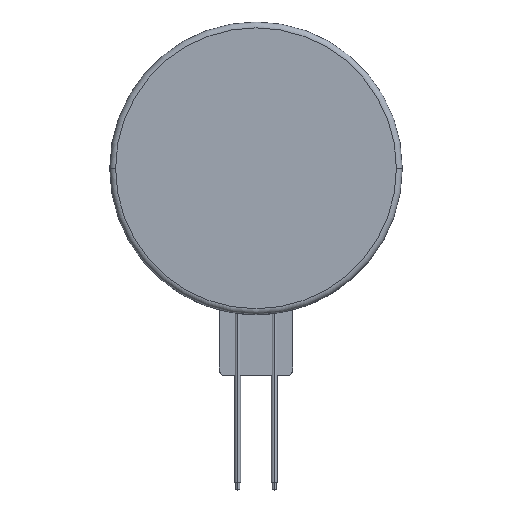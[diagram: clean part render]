
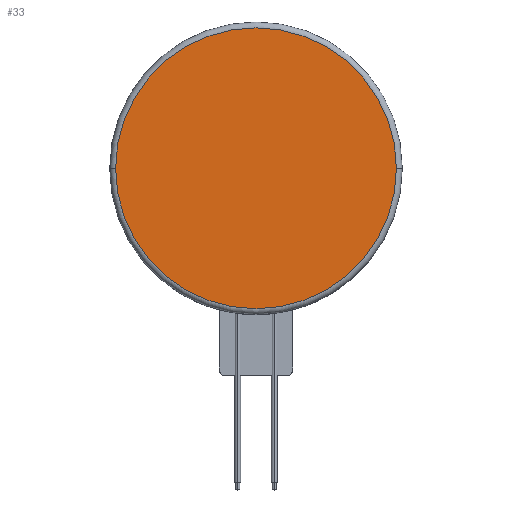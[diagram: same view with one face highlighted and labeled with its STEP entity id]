
A CAD part, top view. The second image highlights one B-rep face of the part: STEP entity #33.
In plain terms, the highlighted planar face has unit normal (0, 0, 1).
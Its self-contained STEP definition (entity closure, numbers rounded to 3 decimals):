
#18 = CARTESIAN_POINT ( 'NONE',  ( 0., 0., 2.7 ) ) ;
#24 = EDGE_CURVE ( 'NONE', #978, #424, #506, .T. ) ;
#33 = ADVANCED_FACE ( 'NONE', ( #728 ), #1020, .T. ) ;
#46 = AXIS2_PLACEMENT_3D ( 'NONE', #18, #562, #92 ) ;
#92 = DIRECTION ( 'NONE',  ( 1., 0., 0. ) ) ;
#102 = DIRECTION ( 'NONE',  ( 0., 0., 1. ) ) ;
#144 = EDGE_LOOP ( 'NONE', ( #927, #185 ) ) ;
#185 = ORIENTED_EDGE ( 'NONE', *, *, #717, .T. ) ;
#253 = DIRECTION ( 'NONE',  ( 1., 0., 0. ) ) ;
#309 = CIRCLE ( 'NONE', #46, 4.8 ) ;
#341 = CARTESIAN_POINT ( 'NONE',  ( 4.8, 0., 2.7 ) ) ;
#424 = VERTEX_POINT ( 'NONE', #686 ) ;
#506 = CIRCLE ( 'NONE', #564, 4.8 ) ;
#549 = AXIS2_PLACEMENT_3D ( 'NONE', #590, #667, #253 ) ;
#562 = DIRECTION ( 'NONE',  ( 0., 0., 1. ) ) ;
#564 = AXIS2_PLACEMENT_3D ( 'NONE', #573, #102, #647 ) ;
#573 = CARTESIAN_POINT ( 'NONE',  ( 0., 0., 2.7 ) ) ;
#590 = CARTESIAN_POINT ( 'NONE',  ( 0., 0., 2.7 ) ) ;
#647 = DIRECTION ( 'NONE',  ( 1., 0., 0. ) ) ;
#667 = DIRECTION ( 'NONE',  ( 0., 0., 1. ) ) ;
#686 = CARTESIAN_POINT ( 'NONE',  ( -4.8, 0., 2.7 ) ) ;
#717 = EDGE_CURVE ( 'NONE', #424, #978, #309, .T. ) ;
#728 = FACE_OUTER_BOUND ( 'NONE', #144, .T. ) ;
#927 = ORIENTED_EDGE ( 'NONE', *, *, #24, .T. ) ;
#978 = VERTEX_POINT ( 'NONE', #341 ) ;
#1020 = PLANE ( 'NONE',  #549 ) ;
